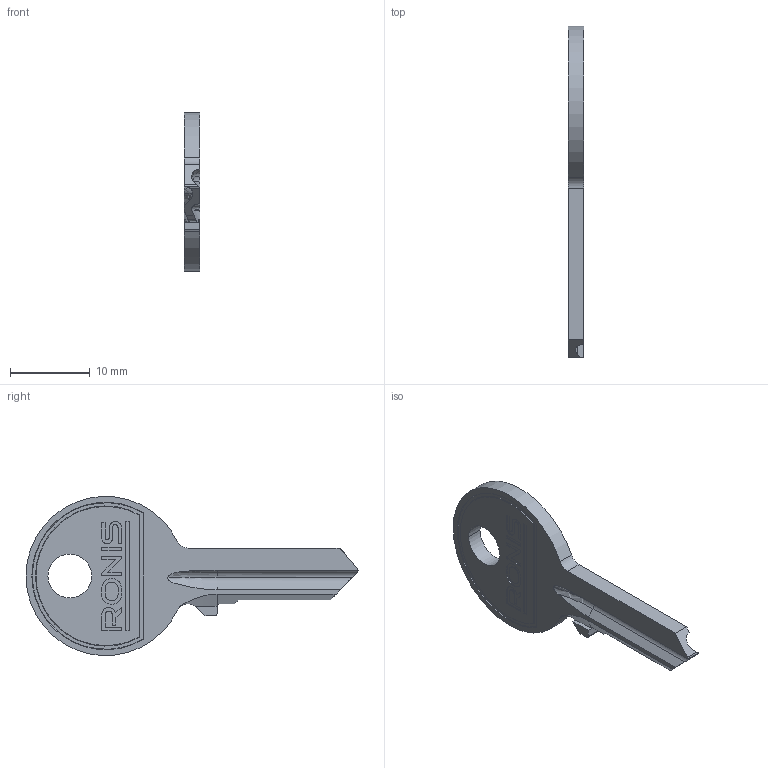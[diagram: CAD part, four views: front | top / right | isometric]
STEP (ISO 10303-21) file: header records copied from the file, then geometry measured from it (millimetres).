
FILE_DESCRIPTION(('no description'),'unknown implementation level');
FILE_NAME('1081_3SU1950-0FB80-0AA0_3D_v.stp',' ',('SIEMENS A&D'),('CADClick - KiM GmbH - www.kimweb.de'),'unknown preprocess','ACIS','unknown authorization');
FILE_SCHEMA(('automotive_design'));
Length unit declared in the file: millimetre
Products named in the file (1): MSBR1
Bounding box: 2 x 41.7 x 19.97 mm (x, y, z)
Volume: 748.8 mm3; surface area: 1177.3 mm2
Topology: 1 solids, 1 shells, 264 faces, 718 edges, 474 vertices
Faces by surface type: plane 139, bspline 88, cylinder 16, cone 15, torus 6
Entity records: 18959 total; most frequent: CARTESIAN_POINT 4819, STYLED_ITEM 1457, PRESENTATION_STYLE_ASSIGNMENT 1457, COLOUR_RGB 1457, ORIENTED_EDGE 1436, DIRECTION 922, EDGE_CURVE 718, CURVE_STYLE 718
